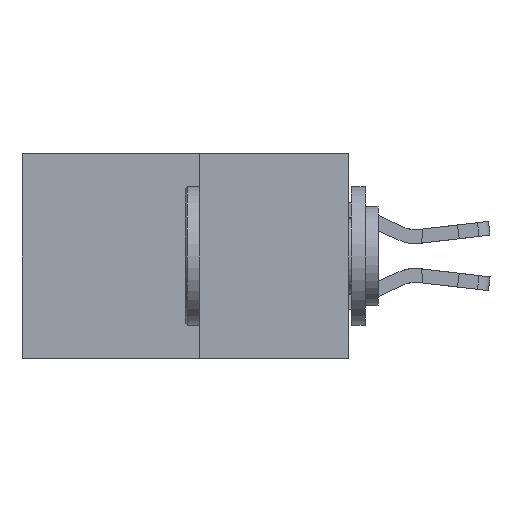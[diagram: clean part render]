
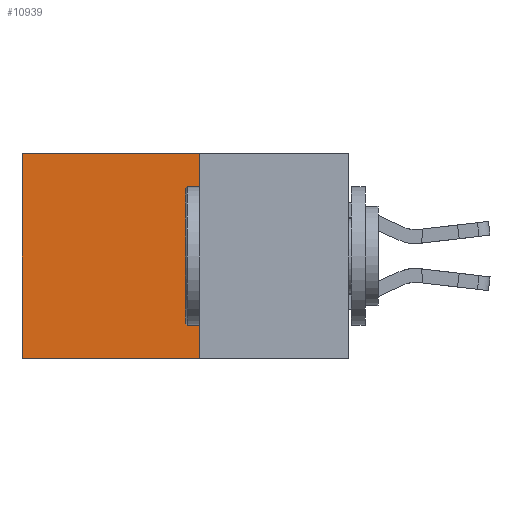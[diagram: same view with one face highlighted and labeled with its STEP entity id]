
A CAD part, left-side view. The second image highlights one B-rep face of the part: STEP entity #10939.
In plain terms, the highlighted planar face has unit normal (-1, 0, 0).
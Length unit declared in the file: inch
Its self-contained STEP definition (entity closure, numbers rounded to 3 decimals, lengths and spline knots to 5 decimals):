
#539 = CARTESIAN_POINT ( 'NONE',  ( 0.277, 0.27, -0.37 ) ) ;
#1140 = EDGE_LOOP ( 'NONE', ( #8961, #5655, #7842, #13647 ) ) ;
#1406 = CARTESIAN_POINT ( 'NONE',  ( 0.277, 0.59, -0.37 ) ) ;
#2296 = DIRECTION ( 'NONE',  ( 0., 0., -1. ) ) ;
#2640 = VECTOR ( 'NONE', #2296, 39.37008 ) ;
#2794 = DIRECTION ( 'NONE',  ( 0., 0., -1. ) ) ;
#3416 = CARTESIAN_POINT ( 'NONE',  ( 0.277, 0.27, -0.37 ) ) ;
#3858 = VECTOR ( 'NONE', #2794, 39.37008 ) ;
#5143 = DIRECTION ( 'NONE',  ( 0., 1., 0. ) ) ;
#5655 = ORIENTED_EDGE ( 'NONE', *, *, #16566, .F. ) ;
#6313 = DIRECTION ( 'NONE',  ( 0., 0., -1. ) ) ;
#6319 = DIRECTION ( 'NONE',  ( 1., 0., 0. ) ) ;
#6370 = PLANE ( 'NONE',  #7633 ) ;
#6416 = CARTESIAN_POINT ( 'NONE',  ( 0.277, 0.27, -0.37 ) ) ;
#7633 = AXIS2_PLACEMENT_3D ( 'NONE', #6416, #6319, #6313 ) ;
#7842 = ORIENTED_EDGE ( 'NONE', *, *, #14658, .F. ) ;
#8442 = LINE ( 'NONE', #16542, #3858 ) ;
#8717 = LINE ( 'NONE', #13686, #21835 ) ;
#8961 = ORIENTED_EDGE ( 'NONE', *, *, #18009, .T. ) ;
#10272 = VERTEX_POINT ( 'NONE', #14458 ) ;
#10389 = VERTEX_POINT ( 'NONE', #12848 ) ;
#10939 = ADVANCED_FACE ( 'NONE', ( #18761 ), #6370, .F. ) ;
#11123 = CARTESIAN_POINT ( 'NONE',  ( 0.277, 0.27, -0.37 ) ) ;
#11201 = LINE ( 'NONE', #3416, #18731 ) ;
#11534 = VERTEX_POINT ( 'NONE', #1406 ) ;
#11803 = LINE ( 'NONE', #539, #2640 ) ;
#12848 = CARTESIAN_POINT ( 'NONE',  ( 0.277, 0.59, 0. ) ) ;
#13647 = ORIENTED_EDGE ( 'NONE', *, *, #20113, .T. ) ;
#13686 = CARTESIAN_POINT ( 'NONE',  ( 0.277, 0.27, 0. ) ) ;
#14458 = CARTESIAN_POINT ( 'NONE',  ( 0.277, 0.27, 0. ) ) ;
#14658 = EDGE_CURVE ( 'NONE', #10272, #20455, #11803, .T. ) ;
#16542 = CARTESIAN_POINT ( 'NONE',  ( 0.277, 0.59, -0.37 ) ) ;
#16566 = EDGE_CURVE ( 'NONE', #20455, #11534, #11201, .T. ) ;
#18009 = EDGE_CURVE ( 'NONE', #10389, #11534, #8442, .T. ) ;
#18731 = VECTOR ( 'NONE', #18911, 39.37008 ) ;
#18761 = FACE_OUTER_BOUND ( 'NONE', #1140, .T. ) ;
#18911 = DIRECTION ( 'NONE',  ( 0., 1., 0. ) ) ;
#20113 = EDGE_CURVE ( 'NONE', #10272, #10389, #8717, .T. ) ;
#20455 = VERTEX_POINT ( 'NONE', #11123 ) ;
#21835 = VECTOR ( 'NONE', #5143, 39.37008 ) ;
